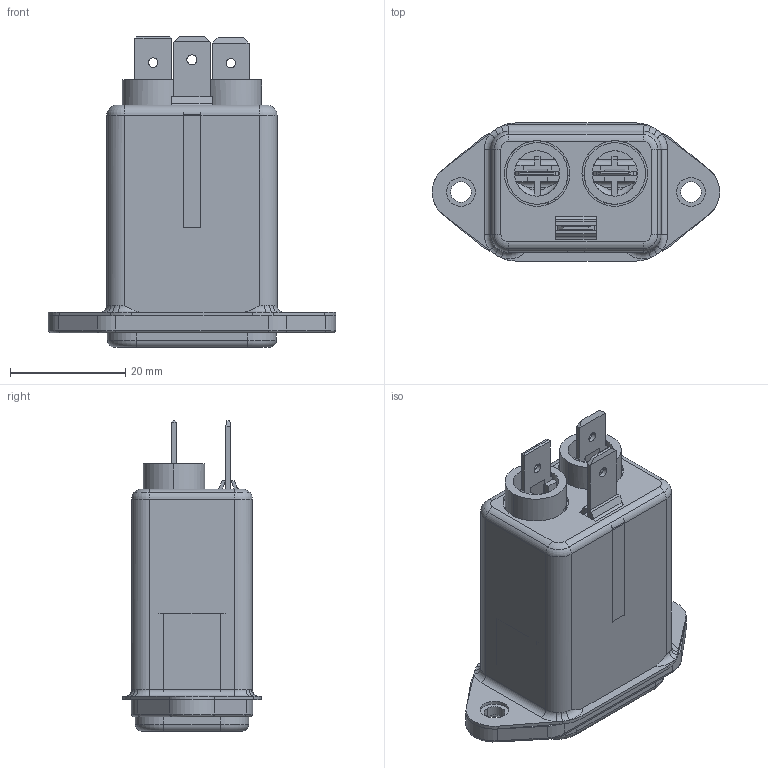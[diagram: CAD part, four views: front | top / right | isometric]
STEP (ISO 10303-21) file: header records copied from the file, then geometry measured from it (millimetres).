
FILE_DESCRIPTION (( 'STEP AP214' ), '1' );
FILE_NAME ('RID-0642-H.STEP', '2015-09-21T13:51:34', ( '' ), ( '' ), 'SwSTEP 2.0', 'SolidWorks 2015', '' );
FILE_SCHEMA (( 'AUTOMOTIVE_DESIGN' ));
Length unit declared in the file: millimetre
Products named in the file (9): faston tab 250 L_ª+ª+; [-++顒+++] Base Body A(140109)_+--- ; ENCLOSURE A1_+---; EARTH TAB F_ｪ+ｪ+; inlet body DAC-3; faston tab 250 R_ª+ª+; inlet pin D_ｪ+ｪ+; inlet pin C_ｪ+ｪ+; RID-0642-H
Assembly tree (9 placements, depth 2):
  RID-0642-H
    inlet pin C_ｪ+ｪ+
    inlet pin D_ｪ+ｪ+  x2
    faston tab 250 R_ª+ª+
    inlet body DAC-3
    EARTH TAB F_ｪ+ｪ+
    ENCLOSURE A1_+---
    [-++顒+++] Base Body A(140109)_+--- 
    faston tab 250 L_ª+ª+
Bounding box: 49.98 x 24 x 54 mm (x, y, z)
Volume: 12007.8 mm3; surface area: 20049 mm2
Topology: 11 solids, 13 shells, 591 faces, 1606 edges, 1036 vertices
Faces by surface type: plane 410, cylinder 142, torus 27, bspline 8, cone 4
Entity records: 18554 total; most frequent: CARTESIAN_POINT 3548, ORIENTED_EDGE 3106, DIRECTION 2985, EDGE_CURVE 1553, LINE 1161, VECTOR 1161, VERTEX_POINT 1002, AXIS2_PLACEMENT_3D 912
